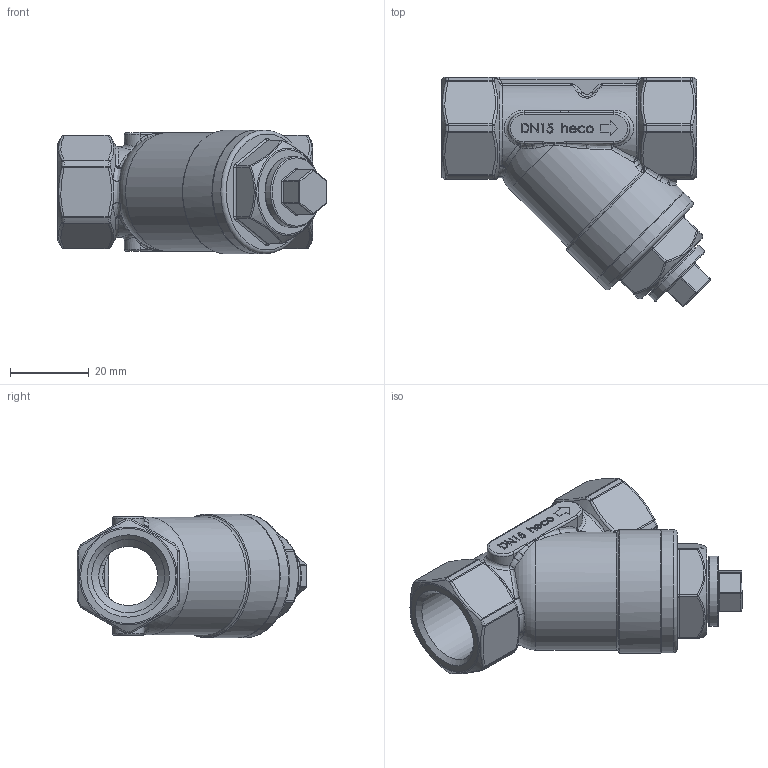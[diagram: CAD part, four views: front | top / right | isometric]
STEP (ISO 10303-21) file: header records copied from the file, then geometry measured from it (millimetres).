
FILE_DESCRIPTION (( 'STEP AP214' ), '1' );
FILE_NAME ('SF-012-000-4 Schmutzfänger heco.STEP', '2016-03-22T09:21:25', ( '' ), ( '' ), 'SwSTEP 2.0', 'SolidWorks 2011', '' );
FILE_SCHEMA (( 'AUTOMOTIVE_DESIGN' ));
Length unit declared in the file: millimetre
Products named in the file (1): SF-012-000-4 Schmutzfänger heco
Bounding box: 68.48 x 58.48 x 31.5 mm (x, y, z)
Volume: 45697.9 mm3; surface area: 13613.4 mm2
Topology: 1 solids, 1 shells, 702 faces, 1691 edges, 996 vertices
Faces by surface type: bspline 271, plane 190, cylinder 110, torus 60, sphere 60, cone 11
Full cylindrical faces by diameter (mm): 15 x1, 16 x1, 18 x1, 18.64 x2, 31.5 x2
Entity records: 39862 total; most frequent: CARTESIAN_POINT 17895, ORIENTED_EDGE 3258, DIRECTION 2395, EDGE_CURVE 1629, VERTEX_POINT 987, AXIS2_PLACEMENT_3D 875, EDGE_LOOP 762, FACE_OUTER_BOUND 716
